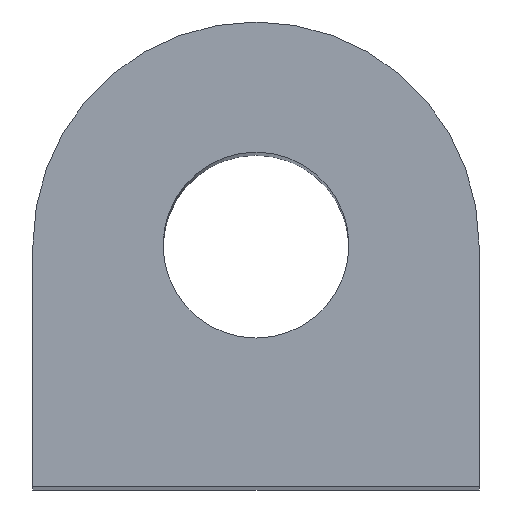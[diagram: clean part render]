
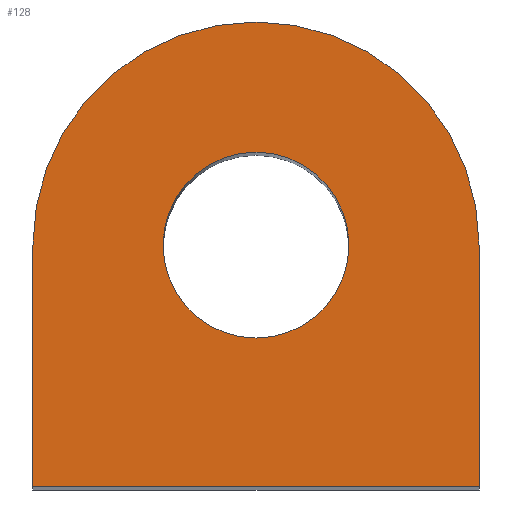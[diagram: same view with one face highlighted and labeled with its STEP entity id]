
A CAD part, top view. The second image highlights one B-rep face of the part: STEP entity #128.
In plain terms, the highlighted planar face has unit normal (0, 0, 1).
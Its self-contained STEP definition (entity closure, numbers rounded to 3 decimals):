
#17=FACE_BOUND('',#38,.T.);
#22=PLANE('',#162);
#29=FACE_OUTER_BOUND('',#37,.T.);
#37=EDGE_LOOP('',(#115,#116,#117,#118));
#38=EDGE_LOOP('',(#119));
#43=LINE('',#217,#54);
#47=LINE('',#226,#58);
#49=LINE('',#229,#60);
#54=VECTOR('',#181,10.);
#58=VECTOR('',#191,10.);
#60=VECTOR('',#195,10.);
#62=CIRCLE('',#154,2.5);
#64=CIRCLE('',#159,6.);
#66=VERTEX_POINT('',#202);
#71=VERTEX_POINT('',#215);
#72=VERTEX_POINT('',#216);
#73=VERTEX_POINT('',#221);
#74=VERTEX_POINT('',#225);
#77=EDGE_CURVE('',#66,#66,#62,.T.);
#82=EDGE_CURVE('',#71,#72,#43,.T.);
#85=EDGE_CURVE('',#72,#73,#64,.T.);
#87=EDGE_CURVE('',#73,#74,#47,.T.);
#89=EDGE_CURVE('',#74,#71,#49,.T.);
#115=ORIENTED_EDGE('',*,*,#82,.F.);
#116=ORIENTED_EDGE('',*,*,#89,.F.);
#117=ORIENTED_EDGE('',*,*,#87,.F.);
#118=ORIENTED_EDGE('',*,*,#85,.F.);
#119=ORIENTED_EDGE('',*,*,#77,.T.);
#128=ADVANCED_FACE('',(#29,#17),#22,.T.);
#154=AXIS2_PLACEMENT_3D('',#204,#170,#171);
#159=AXIS2_PLACEMENT_3D('',#222,#186,#187);
#162=AXIS2_PLACEMENT_3D('',#230,#196,#197);
#170=DIRECTION('center_axis',(0.,0.,-1.));
#171=DIRECTION('ref_axis',(-1.,0.,0.));
#181=DIRECTION('',(0.,1.,0.));
#186=DIRECTION('center_axis',(0.,0.,-1.));
#187=DIRECTION('ref_axis',(1.,0.,0.));
#191=DIRECTION('',(0.,-1.,0.));
#195=DIRECTION('',(-1.,0.,0.));
#196=DIRECTION('center_axis',(0.,0.,1.));
#197=DIRECTION('ref_axis',(1.,0.,0.));
#202=CARTESIAN_POINT('',(2.5,0.25,25.));
#204=CARTESIAN_POINT('Origin',(0.,0.25,25.));
#215=CARTESIAN_POINT('',(-6.,-6.25,25.));
#216=CARTESIAN_POINT('',(-6.,0.25,25.));
#217=CARTESIAN_POINT('',(-6.,0.25,25.));
#221=CARTESIAN_POINT('',(6.,0.25,25.));
#222=CARTESIAN_POINT('Origin',(0.,0.25,25.));
#225=CARTESIAN_POINT('',(6.,-6.25,25.));
#226=CARTESIAN_POINT('',(6.,-6.25,25.));
#229=CARTESIAN_POINT('',(-6.,-6.25,25.));
#230=CARTESIAN_POINT('Origin',(0.,-0.885,
25.));
